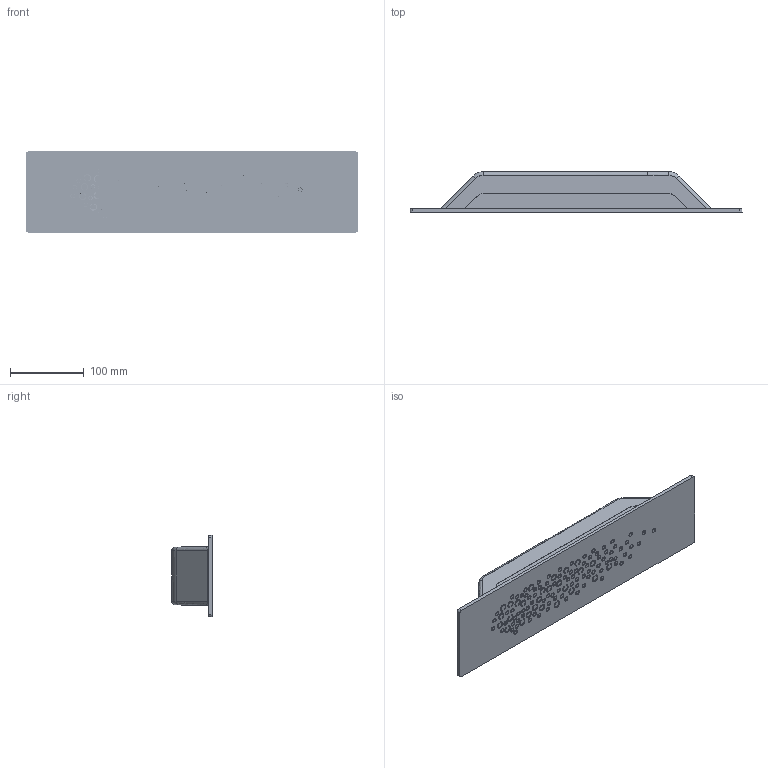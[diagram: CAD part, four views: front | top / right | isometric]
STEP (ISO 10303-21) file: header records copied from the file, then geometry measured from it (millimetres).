
FILE_DESCRIPTION(/* description */ (''),/* implementation_level */ '2;1');
FILE_NAME(/* name */ 'islet',/* time_stamp */ '2016-05-06T09:06:06+02:00',/* author */ (''),/* organization */ (''),/* preprocessor_version */ 'ST-DEVELOPER v10',/* originating_system */ '',/* authorisation */ '');
FILE_SCHEMA (('CONFIG_CONTROL_DESIGN'));
Length unit declared in the file: millimetre
Products named in the file (3): 1; 2; 3
Assembly tree (2 placements, depth 3):
  1
    2
      3
Bounding box: 450 x 54.83 x 110 mm (x, y, z)
Volume: 121543.5 mm3; surface area: 212725.8 mm2
Topology: 1 solids, 40 shells, 292 faces, 1203 edges, 957 vertices
Faces by surface type: bspline 264, plane 28
Entity records: 89057 total; most frequent: CARTESIAN_POINT 82080, ORIENTED_EDGE 1948, EDGE_CURVE 1198, B_SPLINE_CURVE_WITH_KNOTS 1077, VERTEX_POINT 948, EDGE_LOOP 529, ADVANCED_FACE 292, FACE_OUTER_BOUND 292
